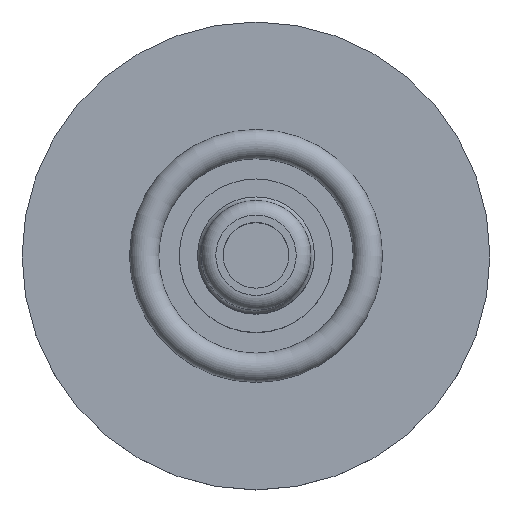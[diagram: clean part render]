
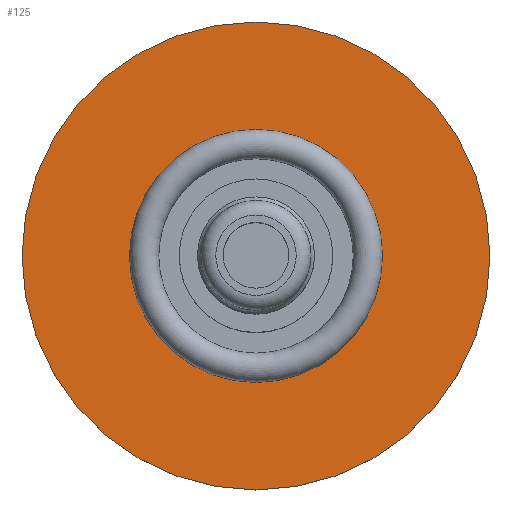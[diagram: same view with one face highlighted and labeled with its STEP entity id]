
A CAD part, top view. The second image highlights one B-rep face of the part: STEP entity #125.
In plain terms, the highlighted planar face has unit normal (0, 0, 1).
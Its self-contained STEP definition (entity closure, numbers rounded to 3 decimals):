
#125=ADVANCED_FACE('',(#340,#342),#344,.T.);
#340=FACE_BOUND('',#341,.T.);
#341=EDGE_LOOP('',(#522));
#342=FACE_BOUND('',#343,.T.);
#343=EDGE_LOOP('',(#523));
#344=PLANE('',#345);
#345=AXIS2_PLACEMENT_3D('',#346,#347,#348);
#346=CARTESIAN_POINT('',(0.,0.,2.));
#347=DIRECTION('',(0.,0.,1.));
#348=DIRECTION('',(1.,0.,0.));
#522=ORIENTED_EDGE('',*,*,#581,.T.);
#523=ORIENTED_EDGE('',*,*,#582,.F.);
#581=EDGE_CURVE('',#633,#633,#634,.T.);
#582=EDGE_CURVE('',#635,#635,#636,.T.);
#633=VERTEX_POINT('',#755);
#634=CIRCLE('',#756,16.);
#635=VERTEX_POINT('',#760);
#636=CIRCLE('',#761,8.65);
#755=CARTESIAN_POINT('',(16.,0.,2.));
#756=AXIS2_PLACEMENT_3D('',#757,#758,#759);
#757=CARTESIAN_POINT('',(0.,0.,2.));
#758=DIRECTION('',(0.,0.,1.));
#759=DIRECTION('',(1.,0.,0.));
#760=CARTESIAN_POINT('',(8.65,0.,2.));
#761=AXIS2_PLACEMENT_3D('',#762,#763,#764);
#762=CARTESIAN_POINT('',(0.,0.,2.));
#763=DIRECTION('',(0.,0.,1.));
#764=DIRECTION('',(1.,0.,0.));
